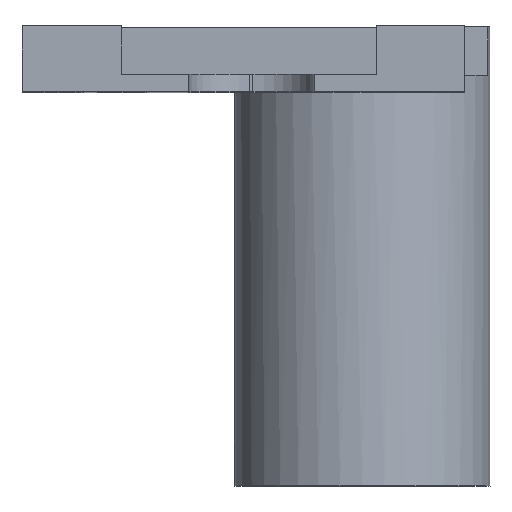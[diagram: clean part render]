
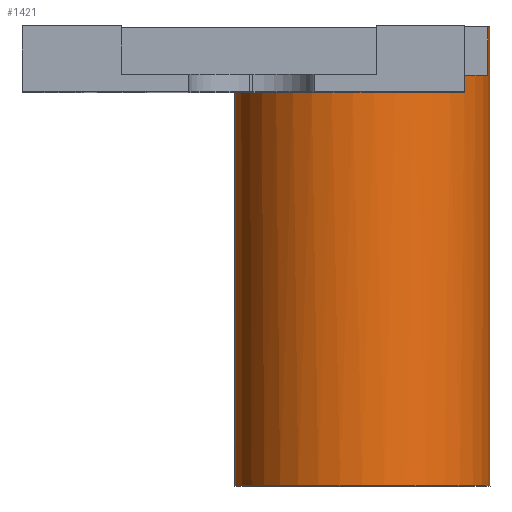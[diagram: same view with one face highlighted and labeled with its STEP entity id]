
A CAD part, top view. The second image highlights one B-rep face of the part: STEP entity #1421.
In plain terms, the highlighted cylindrical face has radius 26.15 mm (diameter 52.3 mm), a full revolution.
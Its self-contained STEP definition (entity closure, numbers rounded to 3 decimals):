
#34=CIRCLE('',#1505,26.15);
#35=CIRCLE('',#1506,26.15);
#36=CIRCLE('',#1507,26.15);
#37=CIRCLE('',#1508,26.15);
#38=CIRCLE('',#1509,26.15);
#77=CYLINDRICAL_SURFACE('',#1504,26.15);
#115=FACE_OUTER_BOUND('',#188,.T.);
#188=EDGE_LOOP('',(#1020,#1021,#1022,#1023,#1024,#1025,#1026,#1027,#1028,
#1029));
#319=LINE('',#2167,#482);
#320=LINE('',#2171,#483);
#321=LINE('',#2175,#484);
#322=LINE('',#2179,#485);
#482=VECTOR('',#1729,26.15);
#483=VECTOR('',#1732,10.);
#484=VECTOR('',#1735,10.);
#485=VECTOR('',#1738,10.);
#640=VERTEX_POINT('',#2164);
#641=VERTEX_POINT('',#2166);
#642=VERTEX_POINT('',#2168);
#643=VERTEX_POINT('',#2170);
#644=VERTEX_POINT('',#2172);
#645=VERTEX_POINT('',#2174);
#646=VERTEX_POINT('',#2176);
#647=VERTEX_POINT('',#2178);
#793=EDGE_CURVE('',#640,#640,#34,.T.);
#794=EDGE_CURVE('',#640,#641,#319,.T.);
#795=EDGE_CURVE('',#641,#642,#35,.T.);
#796=EDGE_CURVE('',#643,#642,#320,.T.);
#797=EDGE_CURVE('',#644,#643,#36,.T.);
#798=EDGE_CURVE('',#644,#645,#321,.T.);
#799=EDGE_CURVE('',#645,#646,#37,.T.);
#800=EDGE_CURVE('',#647,#646,#322,.T.);
#801=EDGE_CURVE('',#647,#641,#38,.T.);
#1020=ORIENTED_EDGE('',*,*,#793,.T.);
#1021=ORIENTED_EDGE('',*,*,#794,.T.);
#1022=ORIENTED_EDGE('',*,*,#795,.T.);
#1023=ORIENTED_EDGE('',*,*,#796,.F.);
#1024=ORIENTED_EDGE('',*,*,#797,.F.);
#1025=ORIENTED_EDGE('',*,*,#798,.T.);
#1026=ORIENTED_EDGE('',*,*,#799,.T.);
#1027=ORIENTED_EDGE('',*,*,#800,.F.);
#1028=ORIENTED_EDGE('',*,*,#801,.T.);
#1029=ORIENTED_EDGE('',*,*,#794,.F.);
#1421=ADVANCED_FACE('',(#115),#77,.T.);
#1504=AXIS2_PLACEMENT_3D('',#2163,#1725,#1726);
#1505=AXIS2_PLACEMENT_3D('',#2165,#1727,#1728);
#1506=AXIS2_PLACEMENT_3D('',#2169,#1730,#1731);
#1507=AXIS2_PLACEMENT_3D('',#2173,#1733,#1734);
#1508=AXIS2_PLACEMENT_3D('',#2177,#1736,#1737);
#1509=AXIS2_PLACEMENT_3D('',#2180,#1739,#1740);
#1725=DIRECTION('center_axis',(0.,1.,0.));
#1726=DIRECTION('ref_axis',(1.,0.,0.));
#1727=DIRECTION('center_axis',(0.,1.,0.));
#1728=DIRECTION('ref_axis',(1.,0.,0.));
#1729=DIRECTION('',(0.,1.,0.));
#1730=DIRECTION('center_axis',(0.,-1.,0.));
#1731=DIRECTION('ref_axis',(1.,0.,0.));
#1732=DIRECTION('',(0.,-1.,0.));
#1733=DIRECTION('center_axis',(0.,1.,0.));
#1734=DIRECTION('ref_axis',(1.,0.,0.));
#1735=DIRECTION('',(0.,-1.,0.));
#1736=DIRECTION('center_axis',(0.,-1.,0.));
#1737=DIRECTION('ref_axis',(1.,0.,0.));
#1738=DIRECTION('',(0.,1.,0.));
#1739=DIRECTION('center_axis',(0.,-1.,0.));
#1740=DIRECTION('ref_axis',(1.,0.,0.));
#2163=CARTESIAN_POINT('Origin',(22.36,-86.025,-41.955));
#2164=CARTESIAN_POINT('',(-3.79,-81.525,-41.955));
#2165=CARTESIAN_POINT('Origin',(22.36,-81.525,-41.955));
#2166=CARTESIAN_POINT('',(-3.79,-1.025,-41.955));
#2167=CARTESIAN_POINT('',(-3.79,-86.025,-41.955));
#2168=CARTESIAN_POINT('',(43.26,-1.025,-57.672));
#2169=CARTESIAN_POINT('Origin',(22.36,-1.025,-41.955));
#2170=CARTESIAN_POINT('',(43.26,12.43,-57.672));
#2171=CARTESIAN_POINT('',(43.26,-11.025,-57.672));
#2172=CARTESIAN_POINT('',(48.077,12.43,-37.215));
#2173=CARTESIAN_POINT('Origin',(22.36,12.43,-41.955));
#2174=CARTESIAN_POINT('',(48.077,2.475,-37.215));
#2175=CARTESIAN_POINT('',(48.077,-86.025,-37.215));
#2176=CARTESIAN_POINT('',(43.26,2.475,-26.238));
#2177=CARTESIAN_POINT('Origin',(22.36,2.475,-41.955));
#2178=CARTESIAN_POINT('',(43.26,-1.025,-26.238));
#2179=CARTESIAN_POINT('',(43.26,-11.025,-26.238));
#2180=CARTESIAN_POINT('Origin',(22.36,-1.025,-41.955));
